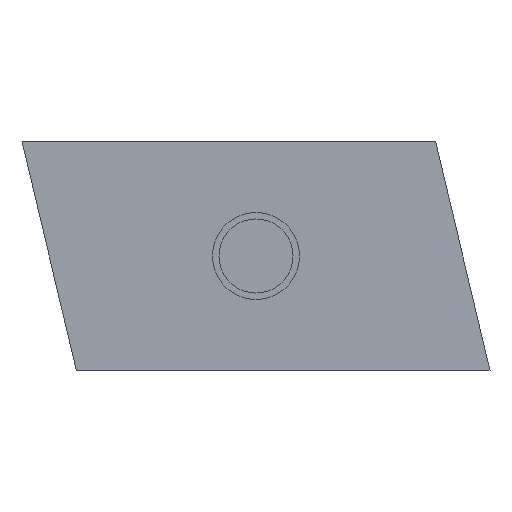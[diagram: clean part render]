
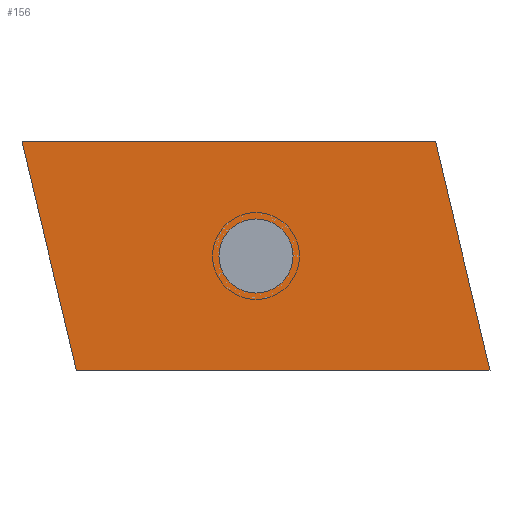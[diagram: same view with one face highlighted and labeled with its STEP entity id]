
A CAD part, front view. The second image highlights one B-rep face of the part: STEP entity #156.
In plain terms, the highlighted planar face has unit normal (0, -1, 0).
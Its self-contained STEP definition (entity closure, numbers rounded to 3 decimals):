
#3 = CARTESIAN_POINT ( 'NONE',  ( 0., 0., 0. ) ) ;
#16 = PLANE ( 'NONE',  #1022 ) ;
#31 = CARTESIAN_POINT ( 'NONE',  ( 21.5, 0., -10.5 ) ) ;
#64 = CIRCLE ( 'NONE', #1136, 3.4 ) ;
#156 = ADVANCED_FACE ( 'NONE', ( #1419, #243 ), #16, .F. ) ;
#197 = CARTESIAN_POINT ( 'NONE',  ( -16.5, 0., -10.5 ) ) ;
#239 = EDGE_CURVE ( 'NONE', #539, #314, #1240, .T. ) ;
#243 = FACE_OUTER_BOUND ( 'NONE', #1491, .T. ) ;
#248 = DIRECTION ( 'NONE',  ( 0., 0., 1. ) ) ;
#252 = ORIENTED_EDGE ( 'NONE', *, *, #1521, .F. ) ;
#269 = EDGE_CURVE ( 'NONE', #865, #539, #875, .T. ) ;
#282 = DIRECTION ( 'NONE',  ( 1., 0., 0. ) ) ;
#308 = VERTEX_POINT ( 'NONE', #523 ) ;
#314 = VERTEX_POINT ( 'NONE', #31 ) ;
#335 = VECTOR ( 'NONE', #693, 1000. ) ;
#399 = CARTESIAN_POINT ( 'NONE',  ( 21.5, 0., -10.5 ) ) ;
#417 = VERTEX_POINT ( 'NONE', #1277 ) ;
#419 = VERTEX_POINT ( 'NONE', #549 ) ;
#433 = ORIENTED_EDGE ( 'NONE', *, *, #447, .T. ) ;
#447 = EDGE_CURVE ( 'NONE', #419, #308, #64, .T. ) ;
#448 = ORIENTED_EDGE ( 'NONE', *, *, #239, .F. ) ;
#498 = EDGE_CURVE ( 'NONE', #308, #419, #538, .T. ) ;
#523 = CARTESIAN_POINT ( 'NONE',  ( 0., 0., -3.4 ) ) ;
#538 = CIRCLE ( 'NONE', #766, 3.4 ) ;
#539 = VERTEX_POINT ( 'NONE', #845 ) ;
#548 = VECTOR ( 'NONE', #1171, 1000. ) ;
#549 = CARTESIAN_POINT ( 'NONE',  ( 0., 0., 3.4 ) ) ;
#597 = CARTESIAN_POINT ( 'NONE',  ( 0., 0., 0. ) ) ;
#601 = EDGE_LOOP ( 'NONE', ( #433, #921 ) ) ;
#693 = DIRECTION ( 'NONE',  ( -0.232, 0., 0.973 ) ) ;
#766 = AXIS2_PLACEMENT_3D ( 'NONE', #3, #1416, #1397 ) ;
#845 = CARTESIAN_POINT ( 'NONE',  ( 16.5, 0., 10.5 ) ) ;
#865 = VERTEX_POINT ( 'NONE', #923 ) ;
#875 = LINE ( 'NONE', #979, #1105 ) ;
#909 = ORIENTED_EDGE ( 'NONE', *, *, #269, .F. ) ;
#921 = ORIENTED_EDGE ( 'NONE', *, *, #498, .T. ) ;
#923 = CARTESIAN_POINT ( 'NONE',  ( -21.5, 0., 10.5 ) ) ;
#964 = DIRECTION ( 'NONE',  ( 0., 1., 0. ) ) ;
#979 = CARTESIAN_POINT ( 'NONE',  ( -21.5, 0., 10.5 ) ) ;
#1002 = VECTOR ( 'NONE', #1103, 1000. ) ;
#1022 = AXIS2_PLACEMENT_3D ( 'NONE', #597, #964, #1427 ) ;
#1083 = ORIENTED_EDGE ( 'NONE', *, *, #1162, .F. ) ;
#1103 = DIRECTION ( 'NONE',  ( 0.232, 0., -0.973 ) ) ;
#1105 = VECTOR ( 'NONE', #282, 1000. ) ;
#1136 = AXIS2_PLACEMENT_3D ( 'NONE', #1426, #1317, #248 ) ;
#1162 = EDGE_CURVE ( 'NONE', #314, #417, #1511, .T. ) ;
#1171 = DIRECTION ( 'NONE',  ( -1., 0., 0. ) ) ;
#1240 = LINE ( 'NONE', #399, #1002 ) ;
#1260 = LINE ( 'NONE', #197, #335 ) ;
#1268 = CARTESIAN_POINT ( 'NONE',  ( -16.5, 0., -10.5 ) ) ;
#1277 = CARTESIAN_POINT ( 'NONE',  ( -16.5, 0., -10.5 ) ) ;
#1317 = DIRECTION ( 'NONE',  ( 0., 1., 0. ) ) ;
#1397 = DIRECTION ( 'NONE',  ( 0., 0., 1. ) ) ;
#1416 = DIRECTION ( 'NONE',  ( 0., 1., 0. ) ) ;
#1419 = FACE_BOUND ( 'NONE', #601, .T. ) ;
#1426 = CARTESIAN_POINT ( 'NONE',  ( 0., 0., 0. ) ) ;
#1427 = DIRECTION ( 'NONE',  ( 0., 0., 1. ) ) ;
#1491 = EDGE_LOOP ( 'NONE', ( #252, #1083, #448, #909 ) ) ;
#1511 = LINE ( 'NONE', #1268, #548 ) ;
#1521 = EDGE_CURVE ( 'NONE', #417, #865, #1260, .T. ) ;
